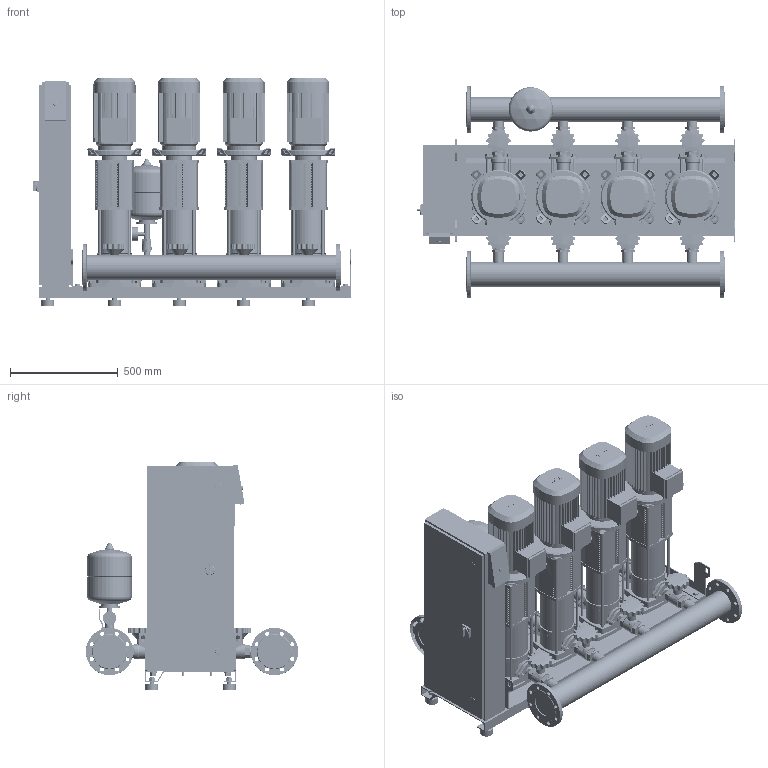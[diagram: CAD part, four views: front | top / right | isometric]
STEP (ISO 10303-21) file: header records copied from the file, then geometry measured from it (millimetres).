
FILE_DESCRIPTION((''),'2;1');
FILE_NAME('3d_SiBoostSmart4HELIXV1605-2536173.stp','2016-01-25T10:48:46',(''),(''),'Mechanical Desktop 2009','Mechanical Desktop 2009',', , ');
FILE_SCHEMA(('CONFIG_CONTROL_DESIGN'));
Length unit declared in the file: millimetre
Products named in the file (1): Product
Bounding box: 1480 x 986 x 1062.2 mm (x, y, z)
Volume: 200777643.4 mm3; surface area: 14478630.5 mm2
Topology: 217 solids, 217 shells, 7168 faces, 18740 edges, 12259 vertices
Faces by surface type: plane 2823, bspline 2085, cylinder 1790, cone 310, torus 130, sphere 30
Entity records: 236883 total; most frequent: CARTESIAN_POINT 61548, ORIENTED_EDGE 37412, DIRECTION 33990, EDGE_CURVE 18706, VERTEX_POINT 12252, VECTOR 11830, LINE 11830, AXIS2_PLACEMENT_3D 11080
